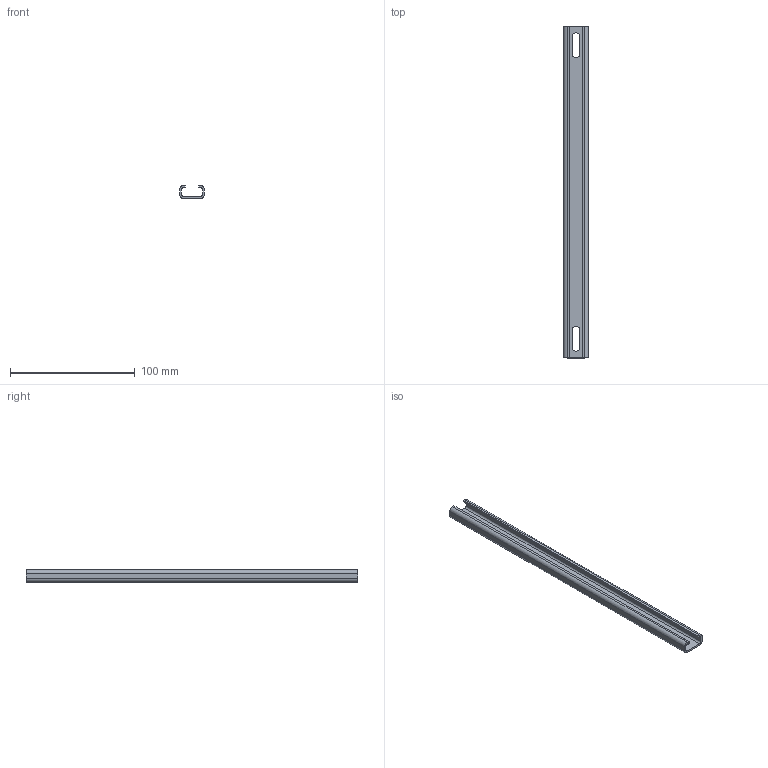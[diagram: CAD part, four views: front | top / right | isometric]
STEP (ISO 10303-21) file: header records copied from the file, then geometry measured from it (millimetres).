
FILE_DESCRIPTION(('CATIA V5 STEP Exchange','CAx-IF Rec.Pracs.--- Model Styling and Organization---1.4--- 2014-01-23'),'2;1');
FILE_NAME ('1901059-1_0', '2023-05-15T06:28:22+00:00', ('none'), ('Weidmueller'), 'CATIA Version 5-6 Release 2016 SP3 HF44', 'CATIA V5 STEP AP214', 'none');
FILE_SCHEMA(('AUTOMOTIVE_DESIGN { 1 0 10303 214 1 1 1 1 }'));
Length unit declared in the file: millimetre
Products named in the file (1): XXX_ TS20CX10 STZN KTB 3020 VER
Bounding box: 20 x 266 x 10 mm (x, y, z)
Volume: 15462.8 mm3; surface area: 21675.5 mm2
Topology: 1 solids, 1 shells, 32 faces, 93 edges, 63 vertices
Faces by surface type: plane 18, cylinder 14
Entity records: 1086 total; most frequent: CARTESIAN_POINT 229, ORIENTED_EDGE 186, DIRECTION 145, EDGE_CURVE 93, VECTOR 65, LINE 65, VERTEX_POINT 63, AXIS2_PLACEMENT_3D 53
